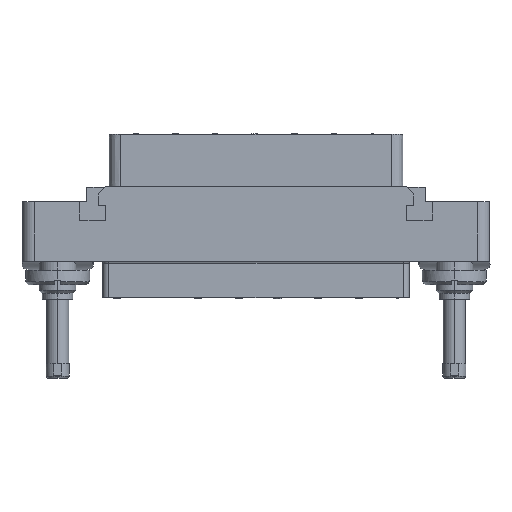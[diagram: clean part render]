
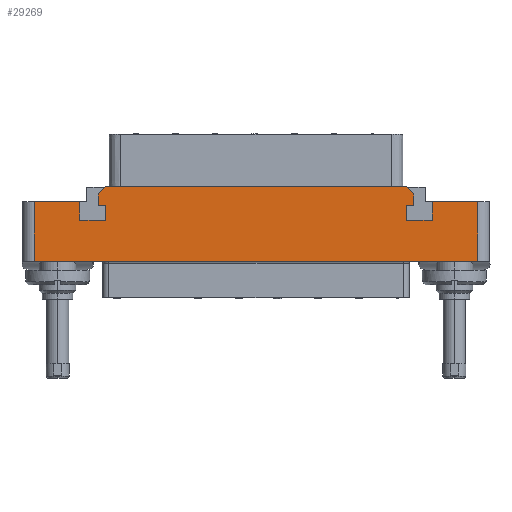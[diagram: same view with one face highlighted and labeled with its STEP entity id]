
A CAD part, top view. The second image highlights one B-rep face of the part: STEP entity #29269.
In plain terms, the highlighted planar face has unit normal (0, 0, 1).
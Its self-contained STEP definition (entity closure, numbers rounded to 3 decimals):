
#1=DIRECTION('',(-1.,0.,0.));
#2=VECTOR('',#1,76.);
#3=CARTESIAN_POINT('',(38.,0.,7.));
#4=LINE('',#3,#2);
#5=DIRECTION('',(1.,0.,0.));
#6=VECTOR('',#5,7.8);
#7=CARTESIAN_POINT('',(-38.,10.25,7.));
#8=LINE('',#7,#6);
#9=DIRECTION('',(0.,-1.,0.));
#10=VECTOR('',#9,3.2);
#11=CARTESIAN_POINT('',(-30.2,10.25,7.));
#12=LINE('',#11,#10);
#13=DIRECTION('',(1.,0.,0.));
#14=VECTOR('',#13,4.4);
#15=CARTESIAN_POINT('',(-30.2,7.05,7.));
#16=LINE('',#15,#14);
#17=DIRECTION('',(0.,1.,0.));
#18=VECTOR('',#17,2.6);
#19=CARTESIAN_POINT('',(-25.8,7.05,7.));
#20=LINE('',#19,#18);
#21=DIRECTION('',(-1.,0.,0.));
#22=VECTOR('',#21,1.2);
#23=CARTESIAN_POINT('',(-25.8,9.65,7.));
#24=LINE('',#23,#22);
#25=DIRECTION('',(0.,-1.,0.));
#26=VECTOR('',#25,1.9);
#27=CARTESIAN_POINT('',(-27.,11.55,7.));
#28=LINE('',#27,#26);
#29=DIRECTION('',(1.,0.,0.));
#30=VECTOR('',#29,51.6);
#31=CARTESIAN_POINT('',(-25.8,12.75,7.));
#32=LINE('',#31,#30);
#33=DIRECTION('',(0.,-1.,0.));
#34=VECTOR('',#33,1.9);
#35=CARTESIAN_POINT('',(27.,11.55,7.));
#36=LINE('',#35,#34);
#37=DIRECTION('',(-1.,0.,0.));
#38=VECTOR('',#37,1.2);
#39=CARTESIAN_POINT('',(27.,9.65,7.));
#40=LINE('',#39,#38);
#41=DIRECTION('',(0.,-1.,0.));
#42=VECTOR('',#41,2.6);
#43=CARTESIAN_POINT('',(25.8,9.65,7.));
#44=LINE('',#43,#42);
#45=DIRECTION('',(1.,0.,0.));
#46=VECTOR('',#45,4.4);
#47=CARTESIAN_POINT('',(25.8,7.05,7.));
#48=LINE('',#47,#46);
#49=DIRECTION('',(0.,1.,0.));
#50=VECTOR('',#49,3.2);
#51=CARTESIAN_POINT('',(30.2,7.05,7.));
#52=LINE('',#51,#50);
#53=DIRECTION('',(1.,0.,0.));
#54=VECTOR('',#53,7.8);
#55=CARTESIAN_POINT('',(30.2,10.25,7.));
#56=LINE('',#55,#54);
#57=DIRECTION('',(0.,1.,0.));
#58=VECTOR('',#57,10.25);
#59=CARTESIAN_POINT('',(38.,0.,7.));
#60=LINE('',#59,#58);
#803=DIRECTION('',(0.707,-0.707,0.));
#804=VECTOR('',#803,1.697);
#805=CARTESIAN_POINT('',(25.8,12.75,7.));
#806=LINE('',#805,#804);
#827=DIRECTION('',(-0.707,-0.707,0.));
#828=VECTOR('',#827,1.697);
#829=CARTESIAN_POINT('',(-25.8,12.75,7.));
#830=LINE('',#829,#828);
#1387=DIRECTION('',(0.,-1.,0.));
#1388=VECTOR('',#1387,10.25);
#1389=CARTESIAN_POINT('',(-38.,10.25,7.));
#1390=LINE('',#1389,#1388);
#23360=CARTESIAN_POINT('',(-30.2,10.25,7.));
#23361=CARTESIAN_POINT('',(-30.2,7.05,7.));
#23362=VERTEX_POINT('',#23360);
#23363=VERTEX_POINT('',#23361);
#23364=CARTESIAN_POINT('',(-25.8,7.05,7.));
#23365=VERTEX_POINT('',#23364);
#23366=CARTESIAN_POINT('',(-25.8,9.65,7.));
#23367=VERTEX_POINT('',#23366);
#23368=CARTESIAN_POINT('',(-27.,9.65,7.));
#23369=VERTEX_POINT('',#23368);
#23370=CARTESIAN_POINT('',(27.,9.65,7.));
#23371=CARTESIAN_POINT('',(25.8,9.65,7.));
#23372=VERTEX_POINT('',#23370);
#23373=VERTEX_POINT('',#23371);
#23374=CARTESIAN_POINT('',(25.8,7.05,7.));
#23375=VERTEX_POINT('',#23374);
#23376=CARTESIAN_POINT('',(30.2,7.05,7.));
#23377=VERTEX_POINT('',#23376);
#23378=CARTESIAN_POINT('',(30.2,10.25,7.));
#23379=VERTEX_POINT('',#23378);
#23384=CARTESIAN_POINT('',(-25.8,12.75,7.));
#23386=VERTEX_POINT('',#23384);
#23388=CARTESIAN_POINT('',(-27.,11.55,7.));
#23390=VERTEX_POINT('',#23388);
#23392=CARTESIAN_POINT('',(25.8,12.75,7.));
#23394=VERTEX_POINT('',#23392);
#23396=CARTESIAN_POINT('',(27.,11.55,7.));
#23398=VERTEX_POINT('',#23396);
#23488=CARTESIAN_POINT('',(38.,0.,7.));
#23489=CARTESIAN_POINT('',(38.,10.25,7.));
#23490=VERTEX_POINT('',#23488);
#23491=VERTEX_POINT('',#23489);
#23496=CARTESIAN_POINT('',(-38.,10.25,7.));
#23497=CARTESIAN_POINT('',(-38.,0.,7.));
#23498=VERTEX_POINT('',#23496);
#23499=VERTEX_POINT('',#23497);
#29226=CARTESIAN_POINT('',(0.,0.,7.));
#29227=DIRECTION('',(0.,0.,-1.));
#29228=DIRECTION('',(-1.,0.,0.));
#29229=AXIS2_PLACEMENT_3D('',#29226,#29227,#29228);
#29230=PLANE('',#29229);
#29232=ORIENTED_EDGE('',*,*,#29231,.F.);
#29234=ORIENTED_EDGE('',*,*,#29233,.T.);
#29236=ORIENTED_EDGE('',*,*,#29235,.F.);
#29238=ORIENTED_EDGE('',*,*,#29237,.T.);
#29240=ORIENTED_EDGE('',*,*,#29239,.T.);
#29242=ORIENTED_EDGE('',*,*,#29241,.T.);
#29244=ORIENTED_EDGE('',*,*,#29243,.T.);
#29246=ORIENTED_EDGE('',*,*,#29245,.T.);
#29248=ORIENTED_EDGE('',*,*,#29247,.F.);
#29250=ORIENTED_EDGE('',*,*,#29249,.F.);
#29252=ORIENTED_EDGE('',*,*,#29251,.T.);
#29254=ORIENTED_EDGE('',*,*,#29253,.T.);
#29256=ORIENTED_EDGE('',*,*,#29255,.T.);
#29258=ORIENTED_EDGE('',*,*,#29257,.T.);
#29260=ORIENTED_EDGE('',*,*,#29259,.T.);
#29262=ORIENTED_EDGE('',*,*,#29261,.T.);
#29264=ORIENTED_EDGE('',*,*,#29263,.T.);
#29266=ORIENTED_EDGE('',*,*,#29265,.T.);
#29267=EDGE_LOOP('',(#29232,#29234,#29236,#29238,#29240,#29242,#29244,#29246,
#29248,#29250,#29252,#29254,#29256,#29258,#29260,#29262,#29264,#29266));
#29268=FACE_OUTER_BOUND('',#29267,.F.);
#29269=ADVANCED_FACE('',(#29268),#29230,.F.);
#29231=EDGE_CURVE('',#23490,#23491,#60,.T.);
#29233=EDGE_CURVE('',#23490,#23499,#4,.T.);
#29235=EDGE_CURVE('',#23498,#23499,#1390,.T.);
#29237=EDGE_CURVE('',#23498,#23362,#8,.T.);
#29239=EDGE_CURVE('',#23362,#23363,#12,.T.);
#29241=EDGE_CURVE('',#23363,#23365,#16,.T.);
#29243=EDGE_CURVE('',#23365,#23367,#20,.T.);
#29245=EDGE_CURVE('',#23367,#23369,#24,.T.);
#29247=EDGE_CURVE('',#23390,#23369,#28,.T.);
#29249=EDGE_CURVE('',#23386,#23390,#830,.T.);
#29251=EDGE_CURVE('',#23386,#23394,#32,.T.);
#29253=EDGE_CURVE('',#23394,#23398,#806,.T.);
#29255=EDGE_CURVE('',#23398,#23372,#36,.T.);
#29257=EDGE_CURVE('',#23372,#23373,#40,.T.);
#29259=EDGE_CURVE('',#23373,#23375,#44,.T.);
#29261=EDGE_CURVE('',#23375,#23377,#48,.T.);
#29263=EDGE_CURVE('',#23377,#23379,#52,.T.);
#29265=EDGE_CURVE('',#23379,#23491,#56,.T.);
